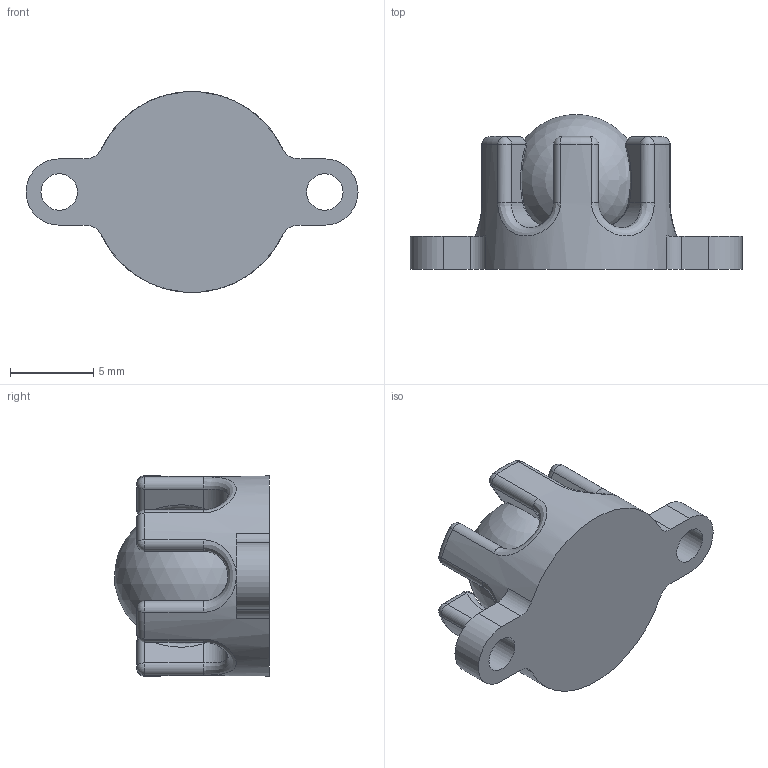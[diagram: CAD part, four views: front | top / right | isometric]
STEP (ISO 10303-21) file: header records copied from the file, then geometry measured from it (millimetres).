
FILE_DESCRIPTION (( 'STEP AP214' ), '1' );
FILE_NAME ('caster-wheel-custom.STEP', '2024-04-10T13:11:39', ( '' ), ( '' ), 'SwSTEP 2.0', 'SolidWorks 2021', '' );
FILE_SCHEMA (( 'AUTOMOTIVE_DESIGN' ));
Length unit declared in the file: millimetre
Products named in the file (3): caster-wheel-case; caster-wheel-custom; ball
Assembly tree (2 placements, depth 2):
  caster-wheel-custom
    caster-wheel-case
    ball
Bounding box: 20 x 9.32 x 12.08 mm (x, y, z)
Volume: 744.8 mm3; surface area: 864.4 mm2
Topology: 2 solids, 2 shells, 127 faces, 306 edges, 160 vertices
Faces by surface type: cylinder 40, sphere 26, plane 25, torus 24, bspline 12
Full cylindrical faces by diameter (mm): 2.2 x2
Entity records: 5080 total; most frequent: CARTESIAN_POINT 2206, DIRECTION 652, ORIENTED_EDGE 548, AXIS2_PLACEMENT_3D 286, EDGE_CURVE 274, CIRCLE 166, VERTEX_POINT 152, EDGE_LOOP 132
